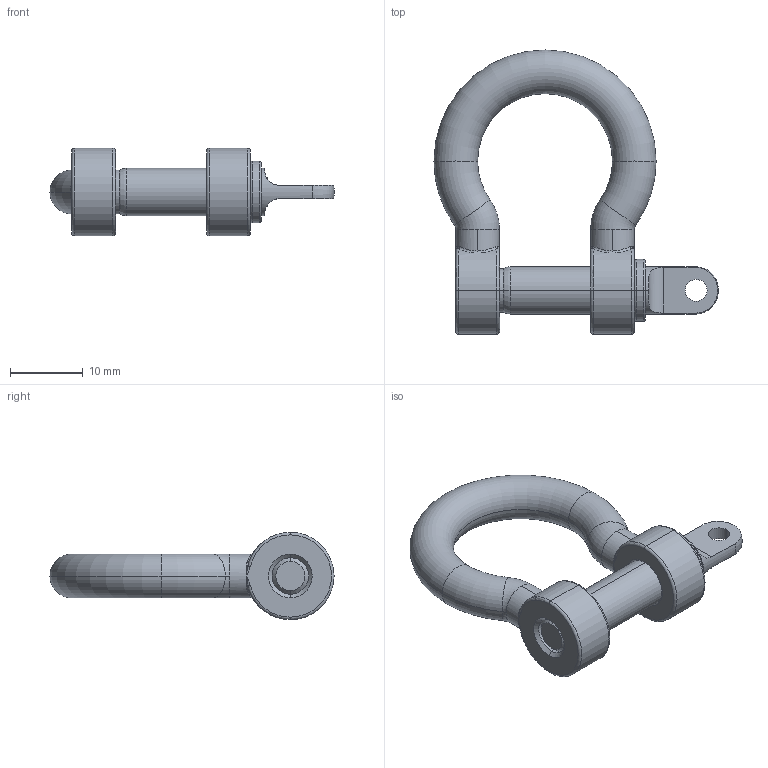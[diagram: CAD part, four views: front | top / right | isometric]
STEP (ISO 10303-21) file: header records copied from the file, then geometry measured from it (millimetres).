
FILE_DESCRIPTION (( 'STEP AP203' ), '1' );
FILE_NAME ('10005106.STEP', '2018-06-14T12:12:44', ( '' ), ( '' ), 'SwSTEP 2.0', 'SolidWorks 2015', '' );
FILE_SCHEMA (( 'CONFIG_CONTROL_DESIGN' ));
Length unit declared in the file: millimetre
Products named in the file (3): 1000510X Teil1_10005106 Teil1; 1000510X Teil2_10005106 Teil2; 10005106
Assembly tree (2 placements, depth 2):
  10005106
    1000510X Teil1_10005106 Teil1
    1000510X Teil2_10005106 Teil2
Bounding box: 39 x 39 x 12 mm (x, y, z)
Volume: 3789.1 mm3; surface area: 2884.8 mm2
Topology: 2 solids, 2 shells, 308 faces, 790 edges, 496 vertices
Faces by surface type: bspline 129, plane 111, torus 36, cylinder 26, cone 6
Entity records: 16447 total; most frequent: CARTESIAN_POINT 9564, ORIENTED_EDGE 1548, DIRECTION 1030, EDGE_CURVE 774, VERTEX_POINT 496, VECTOR 362, LINE 362, EDGE_LOOP 340
